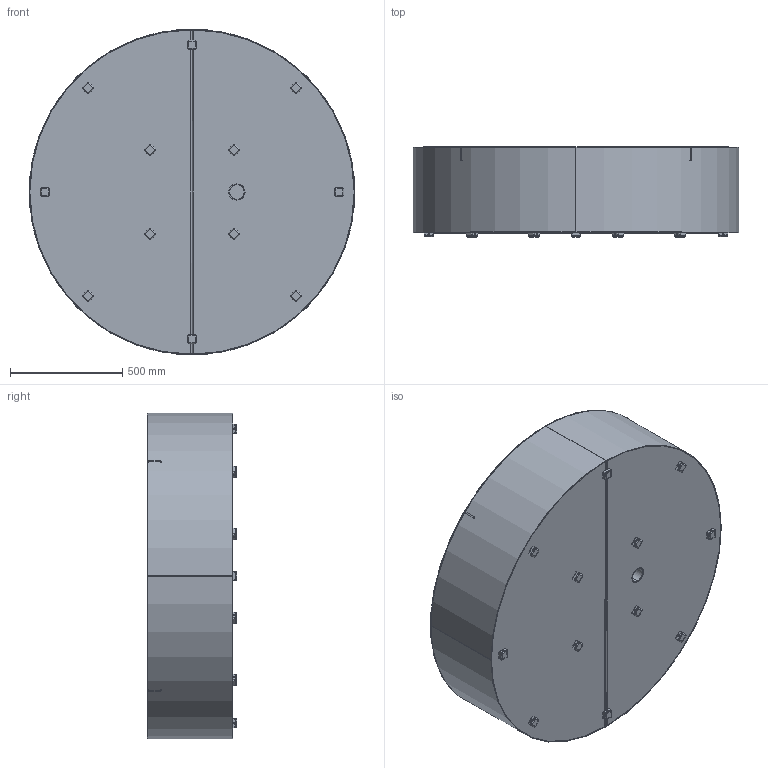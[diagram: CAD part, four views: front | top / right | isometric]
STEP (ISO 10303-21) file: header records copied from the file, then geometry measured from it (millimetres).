
FILE_DESCRIPTION (( 'STEP AP214' ), '1' );
FILE_NAME ('ABR4..STEP', '2021-09-14T14:54:27', ( '' ), ( '' ), 'SwSTEP 2.0', 'SolidWorks 2021', '' );
FILE_SCHEMA (( 'AUTOMOTIVE_DESIGN' ));
Length unit declared in the file: millimetre
Products named in the file (16): ABR4.-Top reinf.; ABR4.;  ABR4. Bottom 1; ABR4. Pipe cover ; ABR4. Strip ; ABR4. Topring ; ABR4. Cover ring 2 ; ABR4. Base; ABR4. Feet;  ABR4. Wall ; ABR4. Cover total; ABR4. Bottom 2; ABR4. Cover ;  ABR4. Overflow pipe; ABR4. Ring top; ABR4. Ring 1
Assembly tree (35 placements, depth 3):
  ABR4.
    ABR4. Base
       ABR4. Bottom 1
      ABR4. Bottom 2
       ABR4. Wall   x2
      ABR4. Topring   x4
      ABR4. Ring 1  x2
       ABR4. Overflow pipe
      ABR4. Feet  x12
      ABR4. Strip   x4
    ABR4. Cover total
      ABR4. Cover 
      ABR4. Pipe cover 
      ABR4. Ring top
      ABR4. Cover ring 2   x2
      ABR4.-Top reinf.
Bounding box: 1450 x 400 x 1450 mm (x, y, z)
Volume: 17650629.4 mm3; surface area: 11075823.5 mm2
Topology: 33 solids, 33 shells, 766 faces, 1684 edges, 984 vertices
Faces by surface type: plane 396, cylinder 266, bspline 104
Entity records: 6750 total; most frequent: CARTESIAN_POINT 1818, DIRECTION 932, ORIENTED_EDGE 832, EDGE_CURVE 416, AXIS2_PLACEMENT_3D 338, VERTEX_POINT 256, LINE 256, VECTOR 256
